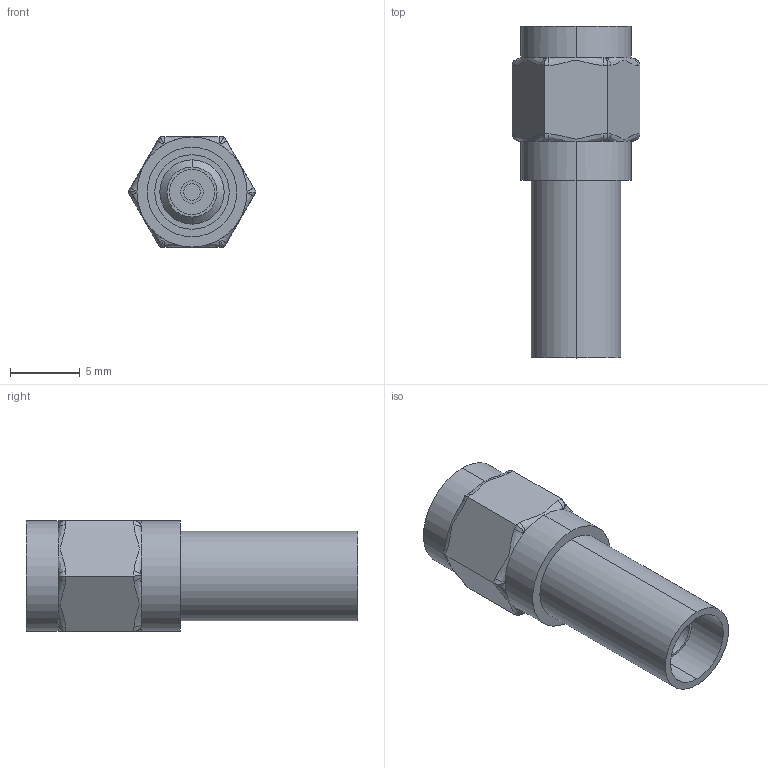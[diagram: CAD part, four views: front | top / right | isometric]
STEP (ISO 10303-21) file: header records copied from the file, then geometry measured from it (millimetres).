
FILE_DESCRIPTION (( 'STEP AP203' ), '1' );
FILE_NAME ('HPC781.STEP', '2006-06-23T19:38:54', ( 'lcom' ), ( 'lcom' ), 'SwSTEP 2.0', 'SolidWorks 2006004', '' );
FILE_SCHEMA (( 'CONFIG_CONTROL_DESIGN' ));
Length unit declared in the file: inch
Products named in the file (4): HPC781; HPC781-MA1; HPC781-MA2; HPC201-MA3
Assembly tree (3 placements, depth 2):
  HPC781
    HPC781-MA2
    HPC781-MA1
    HPC201-MA3
Bounding box: 9.15 x 23.75 x 7.92 mm (x, y, z)
Volume: 655.4 mm3; surface area: 1465.9 mm2
Topology: 3 solids, 3 shells, 100 faces, 218 edges, 132 vertices
Faces by surface type: cylinder 52, plane 32, bspline 12, cone 4
Entity records: 10444 total; most frequent: CARTESIAN_POINT 7848, DIRECTION 482, ORIENTED_EDGE 436, EDGE_CURVE 218, AXIS2_PLACEMENT_3D 198, VERTEX_POINT 132, EDGE_LOOP 112, CIRCLE 104
